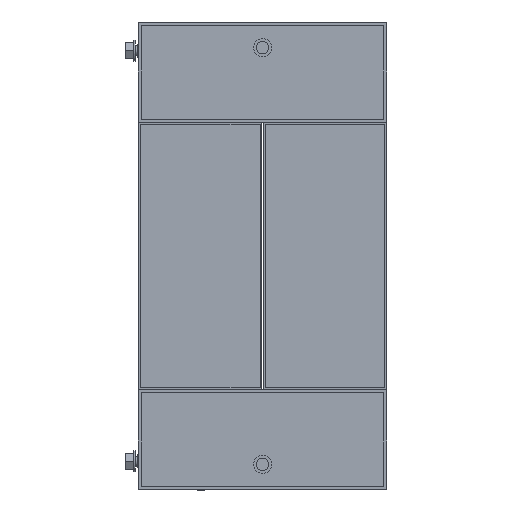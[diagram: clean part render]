
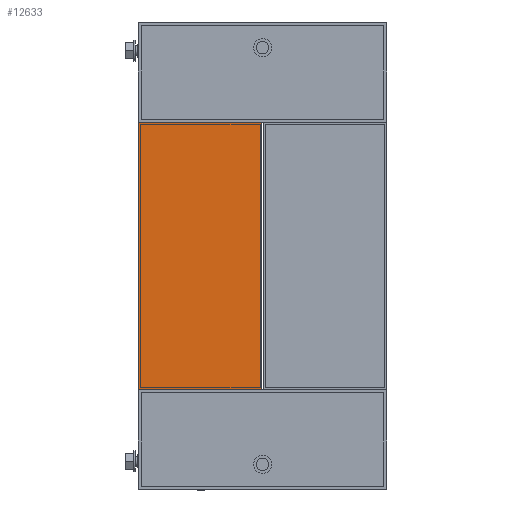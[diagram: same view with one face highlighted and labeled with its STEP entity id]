
A CAD part, left-side view. The second image highlights one B-rep face of the part: STEP entity #12633.
In plain terms, the highlighted planar face has unit normal (-1, 0, 0).
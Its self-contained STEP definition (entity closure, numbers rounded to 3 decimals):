
#326 = CARTESIAN_POINT ( 'NONE',  ( 0., -0.5, 295. ) ) ;
#396 = CARTESIAN_POINT ( 'NONE',  ( 0., -99.5, 80. ) ) ;
#458 = ORIENTED_EDGE ( 'NONE', *, *, #13184, .T. ) ;
#966 = ORIENTED_EDGE ( 'NONE', *, *, #15390, .T. ) ;
#1018 = DIRECTION ( 'NONE',  ( 0., 1., 0. ) ) ;
#1337 = DIRECTION ( 'NONE',  ( 0., 0., 1. ) ) ;
#1483 = VECTOR ( 'NONE', #13766, 1000. ) ;
#1587 = DIRECTION ( 'NONE',  ( 0., -1., 0. ) ) ;
#2258 = CARTESIAN_POINT ( 'NONE',  ( 0., 0., 0. ) ) ;
#4375 = LINE ( 'NONE', #13841, #6256 ) ;
#5006 = VERTEX_POINT ( 'NONE', #396 ) ;
#5461 = CARTESIAN_POINT ( 'NONE',  ( 0., -99.5, 295. ) ) ;
#6098 = CARTESIAN_POINT ( 'NONE',  ( 0., -99.5, 80. ) ) ;
#6256 = VECTOR ( 'NONE', #1337, 1000. ) ;
#6600 = DIRECTION ( 'NONE',  ( 0., 0., 1. ) ) ;
#7545 = LINE ( 'NONE', #6098, #10008 ) ;
#8160 = LINE ( 'NONE', #17849, #1483 ) ;
#8410 = VERTEX_POINT ( 'NONE', #12874 ) ;
#9163 = PLANE ( 'NONE',  #14742 ) ;
#9489 = CARTESIAN_POINT ( 'NONE',  ( 0., -99.5, 295. ) ) ;
#10008 = VECTOR ( 'NONE', #1587, 1000. ) ;
#10390 = ORIENTED_EDGE ( 'NONE', *, *, #11279, .T. ) ;
#10830 = EDGE_LOOP ( 'NONE', ( #966, #10390, #458, #12747 ) ) ;
#11279 = EDGE_CURVE ( 'NONE', #15829, #8410, #8160, .T. ) ;
#12633 = ADVANCED_FACE ( 'NONE', ( #16284 ), #9163, .T. ) ;
#12735 = EDGE_CURVE ( 'NONE', #5006, #16406, #4375, .T. ) ;
#12747 = ORIENTED_EDGE ( 'NONE', *, *, #12735, .T. ) ;
#12874 = CARTESIAN_POINT ( 'NONE',  ( 0., -0.5, 80. ) ) ;
#13184 = EDGE_CURVE ( 'NONE', #8410, #5006, #7545, .T. ) ;
#13355 = LINE ( 'NONE', #9489, #14793 ) ;
#13564 = DIRECTION ( 'NONE',  ( -1., 0., 0. ) ) ;
#13766 = DIRECTION ( 'NONE',  ( 0., 0., -1. ) ) ;
#13841 = CARTESIAN_POINT ( 'NONE',  ( 0., -99.5, 295. ) ) ;
#14742 = AXIS2_PLACEMENT_3D ( 'NONE', #2258, #13564, #6600 ) ;
#14793 = VECTOR ( 'NONE', #1018, 1000. ) ;
#15390 = EDGE_CURVE ( 'NONE', #16406, #15829, #13355, .T. ) ;
#15829 = VERTEX_POINT ( 'NONE', #326 ) ;
#16284 = FACE_OUTER_BOUND ( 'NONE', #10830, .T. ) ;
#16406 = VERTEX_POINT ( 'NONE', #5461 ) ;
#17849 = CARTESIAN_POINT ( 'NONE',  ( 0., -0.5, 295. ) ) ;
